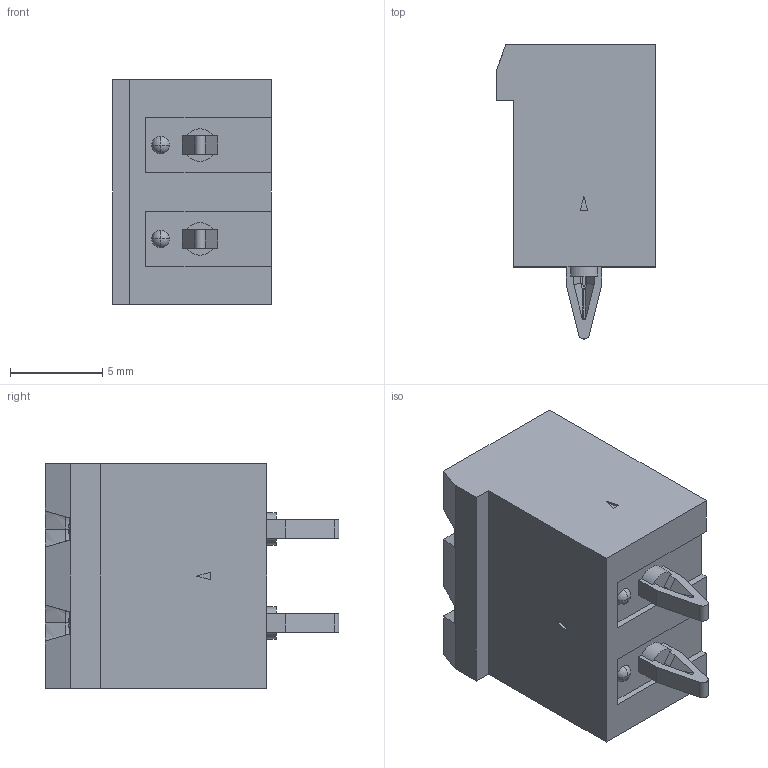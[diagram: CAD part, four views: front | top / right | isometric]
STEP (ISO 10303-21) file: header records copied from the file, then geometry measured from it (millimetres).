
FILE_DESCRIPTION(('STEP AP242'),'1');
FILE_NAME('38215.stp','2018-10-27T08:11:06',('TraceParts'),('TraceParts S.A.'),'Spatial InterOp 3D',' ',' ');
FILE_SCHEMA(('AP242_MANAGED_MODEL_BASED_3D_ENGINEERING_MIM_LF {1 0 10303 442 1 1 4}'));
Length unit declared in the file: millimetre
Products named in the file (1): 38215
Bounding box: 8.6 x 15.9 x 12.16 mm (x, y, z)
Volume: 682.5 mm3; surface area: 1055.1 mm2
Topology: 1 solids, 1 shells, 185 faces, 479 edges, 308 vertices
Faces by surface type: plane 120, cylinder 49, sphere 10, cone 6
Entity records: 7209 total; most frequent: CARTESIAN_POINT 1103, DIRECTION 959, ORIENTED_EDGE 954, EDGE_CURVE 477, LINE 351, VECTOR 351, VERTEX_POINT 308, AXIS2_PLACEMENT_3D 304
